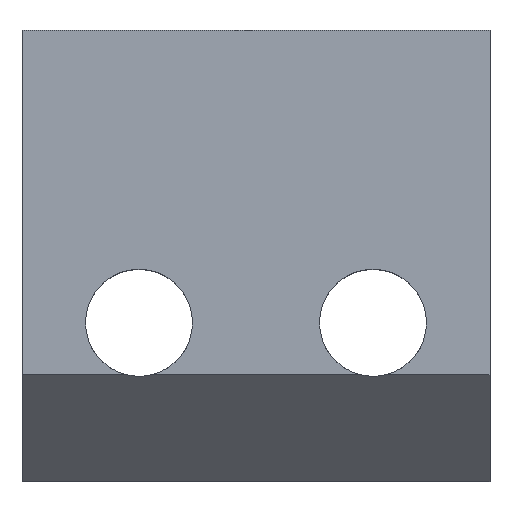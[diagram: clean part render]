
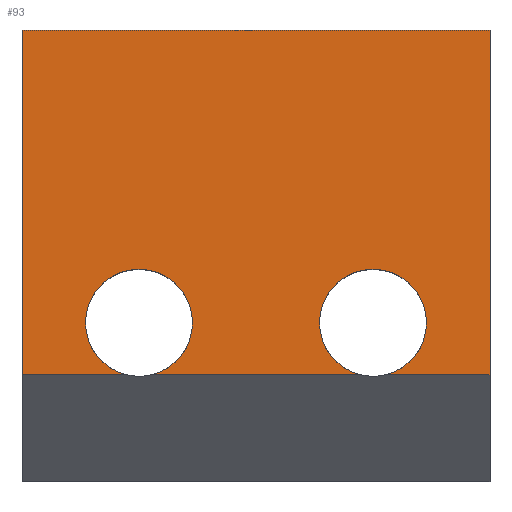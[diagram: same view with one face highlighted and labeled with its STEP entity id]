
A CAD part, top view. The second image highlights one B-rep face of the part: STEP entity #93.
In plain terms, the highlighted planar face has unit normal (0, 0, 1).
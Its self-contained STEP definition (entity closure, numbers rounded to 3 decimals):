
#2 = DIRECTION ( 'NONE',  ( 0., 0., 1. ) ) ;
#6 = CARTESIAN_POINT ( 'NONE',  ( 51.203, 22.94, 3.2 ) ) ;
#8 = DIRECTION ( 'NONE',  ( 0., 0., 1. ) ) ;
#12 = AXIS2_PLACEMENT_3D ( 'NONE', #137, #134, #320 ) ;
#14 = DIRECTION ( 'NONE',  ( 0., -1., 0. ) ) ;
#20 = VERTEX_POINT ( 'NONE', #203 ) ;
#26 = FACE_OUTER_BOUND ( 'NONE', #315, .T. ) ;
#30 = DIRECTION ( 'NONE',  ( 1., 0., 0. ) ) ;
#33 = DIRECTION ( 'NONE',  ( 0., 1., 0. ) ) ;
#34 = EDGE_CURVE ( 'NONE', #20, #328, #142, .T. ) ;
#35 = DIRECTION ( 'NONE',  ( 0., 0., 1. ) ) ;
#46 = AXIS2_PLACEMENT_3D ( 'NONE', #186, #35, #30 ) ;
#47 = AXIS2_PLACEMENT_3D ( 'NONE', #218, #8, #252 ) ;
#48 = ORIENTED_EDGE ( 'NONE', *, *, #292, .F. ) ;
#54 = LINE ( 'NONE', #302, #133 ) ;
#55 = CARTESIAN_POINT ( 'NONE',  ( 51.203, 22.94, 3.2 ) ) ;
#57 = CIRCLE ( 'NONE', #12, 1.6 ) ;
#64 = DIRECTION ( 'NONE',  ( 1., 0., 0. ) ) ;
#65 = VERTEX_POINT ( 'NONE', #306 ) ;
#70 = CARTESIAN_POINT ( 'NONE',  ( 47.306, 22.94, 3.2 ) ) ;
#72 = ORIENTED_EDGE ( 'NONE', *, *, #308, .F. ) ;
#75 = CARTESIAN_POINT ( 'NONE',  ( 46.103, 24.49, 3.2 ) ) ;
#78 = EDGE_CURVE ( 'NONE', #225, #184, #151, .T. ) ;
#80 = ORIENTED_EDGE ( 'NONE', *, *, #371, .F. ) ;
#84 = EDGE_CURVE ( 'NONE', #370, #163, #298, .T. ) ;
#86 = VECTOR ( 'NONE', #195, 1000. ) ;
#92 = ORIENTED_EDGE ( 'NONE', *, *, #178, .F. ) ;
#93 = ADVANCED_FACE ( 'NONE', ( #26 ), #333, .T. ) ;
#97 = LINE ( 'NONE', #55, #104 ) ;
#103 = ORIENTED_EDGE ( 'NONE', *, *, #239, .F. ) ;
#104 = VECTOR ( 'NONE', #121, 1000. ) ;
#109 = EDGE_CURVE ( 'NONE', #374, #349, #54, .T. ) ;
#115 = EDGE_CURVE ( 'NONE', #20, #169, #341, .T. ) ;
#121 = DIRECTION ( 'NONE',  ( 1., 0., 0. ) ) ;
#133 = VECTOR ( 'NONE', #64, 1000. ) ;
#134 = DIRECTION ( 'NONE',  ( 0., 0., 1. ) ) ;
#137 = CARTESIAN_POINT ( 'NONE',  ( 40.703, 24.49, 3.2 ) ) ;
#141 = ORIENTED_EDGE ( 'NONE', *, *, #78, .F. ) ;
#142 = LINE ( 'NONE', #359, #181 ) ;
#143 = DIRECTION ( 'NONE',  ( 0., 0., 1. ) ) ;
#151 = CIRCLE ( 'NONE', #245, 1.6 ) ;
#155 = CARTESIAN_POINT ( 'NONE',  ( 37.203, 33.24, 3.2 ) ) ;
#158 = CARTESIAN_POINT ( 'NONE',  ( 51.203, 0., 3.2 ) ) ;
#159 = ORIENTED_EDGE ( 'NONE', *, *, #84, .F. ) ;
#163 = VERTEX_POINT ( 'NONE', #393 ) ;
#166 = AXIS2_PLACEMENT_3D ( 'NONE', #216, #205, #311 ) ;
#169 = VERTEX_POINT ( 'NONE', #155 ) ;
#170 = ORIENTED_EDGE ( 'NONE', *, *, #34, .T. ) ;
#173 = VECTOR ( 'NONE', #33, 1000. ) ;
#178 = EDGE_CURVE ( 'NONE', #65, #225, #373, .T. ) ;
#181 = VECTOR ( 'NONE', #267, 1000. ) ;
#183 = EDGE_CURVE ( 'NONE', #370, #184, #97, .T. ) ;
#184 = VERTEX_POINT ( 'NONE', #70 ) ;
#185 = VECTOR ( 'NONE', #14, 1000. ) ;
#186 = CARTESIAN_POINT ( 'NONE',  ( 0., 0., 3.2 ) ) ;
#190 = LINE ( 'NONE', #158, #185 ) ;
#192 = EDGE_CURVE ( 'NONE', #169, #312, #316, .T. ) ;
#195 = DIRECTION ( 'NONE',  ( 1., 0., 0. ) ) ;
#197 = CARTESIAN_POINT ( 'NONE',  ( 39.103, 24.49, 3.2 ) ) ;
#203 = CARTESIAN_POINT ( 'NONE',  ( 37.203, 22.94, 3.2 ) ) ;
#205 = DIRECTION ( 'NONE',  ( 0., 0., 1. ) ) ;
#214 = CIRCLE ( 'NONE', #47, 1.6 ) ;
#216 = CARTESIAN_POINT ( 'NONE',  ( 40.703, 24.49, 3.2 ) ) ;
#218 = CARTESIAN_POINT ( 'NONE',  ( 40.703, 24.49, 3.2 ) ) ;
#223 = CIRCLE ( 'NONE', #276, 1.6 ) ;
#225 = VERTEX_POINT ( 'NONE', #75 ) ;
#239 = EDGE_CURVE ( 'NONE', #312, #349, #190, .T. ) ;
#245 = AXIS2_PLACEMENT_3D ( 'NONE', #273, #271, #269 ) ;
#251 = ORIENTED_EDGE ( 'NONE', *, *, #115, .F. ) ;
#252 = DIRECTION ( 'NONE',  ( 1., 0., 0. ) ) ;
#253 = ORIENTED_EDGE ( 'NONE', *, *, #192, .F. ) ;
#267 = DIRECTION ( 'NONE',  ( 1., 0., 0. ) ) ;
#269 = DIRECTION ( 'NONE',  ( 1., 0., 0. ) ) ;
#271 = DIRECTION ( 'NONE',  ( 0., 0., 1. ) ) ;
#273 = CARTESIAN_POINT ( 'NONE',  ( 47.703, 24.49, 3.2 ) ) ;
#276 = AXIS2_PLACEMENT_3D ( 'NONE', #364, #143, #300 ) ;
#288 = ORIENTED_EDGE ( 'NONE', *, *, #109, .T. ) ;
#292 = EDGE_CURVE ( 'NONE', #340, #328, #214, .T. ) ;
#293 = ORIENTED_EDGE ( 'NONE', *, *, #183, .T. ) ;
#298 = CIRCLE ( 'NONE', #166, 1.6 ) ;
#300 = DIRECTION ( 'NONE',  ( 1., 0., 0. ) ) ;
#302 = CARTESIAN_POINT ( 'NONE',  ( 51.203, 22.94, 3.2 ) ) ;
#306 = CARTESIAN_POINT ( 'NONE',  ( 49.303, 24.49, 3.2 ) ) ;
#308 = EDGE_CURVE ( 'NONE', #163, #340, #57, .T. ) ;
#311 = DIRECTION ( 'NONE',  ( 1., 0., 0. ) ) ;
#312 = VERTEX_POINT ( 'NONE', #345 ) ;
#313 = CARTESIAN_POINT ( 'NONE',  ( 47.703, 24.49, 3.2 ) ) ;
#315 = EDGE_LOOP ( 'NONE', ( #251, #170, #48, #72, #159, #293, #141, #92, #80, #288, #103, #253 ) ) ;
#316 = LINE ( 'NONE', #318, #86 ) ;
#318 = CARTESIAN_POINT ( 'NONE',  ( 0., 33.24, 3.2 ) ) ;
#320 = DIRECTION ( 'NONE',  ( 1., 0., 0. ) ) ;
#328 = VERTEX_POINT ( 'NONE', #384 ) ;
#333 = PLANE ( 'NONE',  #46 ) ;
#340 = VERTEX_POINT ( 'NONE', #197 ) ;
#341 = LINE ( 'NONE', #394, #173 ) ;
#345 = CARTESIAN_POINT ( 'NONE',  ( 51.203, 33.24, 3.2 ) ) ;
#349 = VERTEX_POINT ( 'NONE', #6 ) ;
#357 = CARTESIAN_POINT ( 'NONE',  ( 41.1, 22.94, 3.2 ) ) ;
#359 = CARTESIAN_POINT ( 'NONE',  ( 51.203, 22.94, 3.2 ) ) ;
#363 = AXIS2_PLACEMENT_3D ( 'NONE', #313, #2, #372 ) ;
#364 = CARTESIAN_POINT ( 'NONE',  ( 47.703, 24.49, 3.2 ) ) ;
#370 = VERTEX_POINT ( 'NONE', #357 ) ;
#371 = EDGE_CURVE ( 'NONE', #374, #65, #223, .T. ) ;
#372 = DIRECTION ( 'NONE',  ( 1., 0., 0. ) ) ;
#373 = CIRCLE ( 'NONE', #363, 1.6 ) ;
#374 = VERTEX_POINT ( 'NONE', #387 ) ;
#384 = CARTESIAN_POINT ( 'NONE',  ( 40.306, 22.94, 3.2 ) ) ;
#387 = CARTESIAN_POINT ( 'NONE',  ( 48.1, 22.94, 3.2 ) ) ;
#393 = CARTESIAN_POINT ( 'NONE',  ( 42.303, 24.49, 3.2 ) ) ;
#394 = CARTESIAN_POINT ( 'NONE',  ( 37.203, 0., 3.2 ) ) ;
